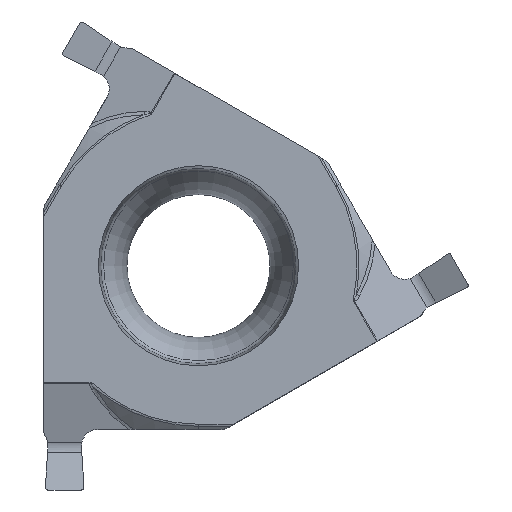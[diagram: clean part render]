
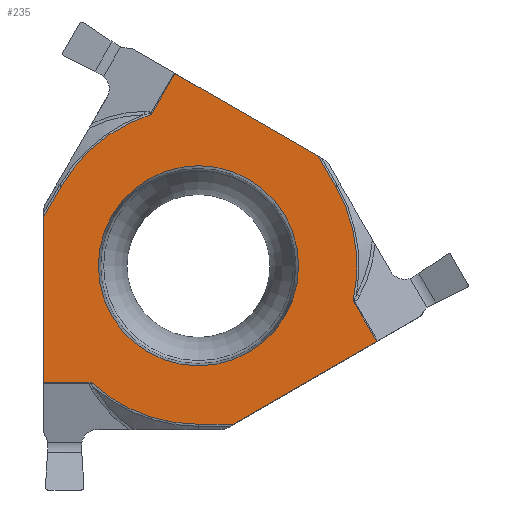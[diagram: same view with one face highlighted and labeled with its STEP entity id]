
A CAD part, top view. The second image highlights one B-rep face of the part: STEP entity #235.
In plain terms, the highlighted planar face has unit normal (0, 0, 1).
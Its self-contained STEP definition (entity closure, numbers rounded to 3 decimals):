
#61=FACE_BOUND('',#463,.T.);
#62=FACE_BOUND('',#464,.T.);
#169=CIRCLE('',#1861,3.08);
#170=CIRCLE('',#1864,4.878);
#171=CIRCLE('',#1865,4.878);
#172=CIRCLE('',#1866,4.878);
#235=ADVANCED_FACE('',(#61,#62),#302,.F.);
#302=PLANE('',#1867);
#463=EDGE_LOOP('',(#742,#743,#744,#745,#746,#747,#748,#749,#750,#751,#752,
#753));
#464=EDGE_LOOP('',(#754));
#742=ORIENTED_EDGE('',*,*,#1319,.T.);
#743=ORIENTED_EDGE('',*,*,#1346,.T.);
#744=ORIENTED_EDGE('',*,*,#1347,.T.);
#745=ORIENTED_EDGE('',*,*,#1246,.T.);
#746=ORIENTED_EDGE('',*,*,#1322,.T.);
#747=ORIENTED_EDGE('',*,*,#1348,.F.);
#748=ORIENTED_EDGE('',*,*,#1349,.F.);
#749=ORIENTED_EDGE('',*,*,#1197,.F.);
#750=ORIENTED_EDGE('',*,*,#1325,.F.);
#751=ORIENTED_EDGE('',*,*,#1350,.T.);
#752=ORIENTED_EDGE('',*,*,#1351,.T.);
#753=ORIENTED_EDGE('',*,*,#1189,.T.);
#754=ORIENTED_EDGE('',*,*,#1345,.T.);
#1026=VERTEX_POINT('',#2768);
#1027=VERTEX_POINT('',#2770);
#1034=VERTEX_POINT('',#2785);
#1035=VERTEX_POINT('',#2787);
#1071=VERTEX_POINT('',#2896);
#1072=VERTEX_POINT('',#2898);
#1121=VERTEX_POINT('',#3067);
#1123=VERTEX_POINT('',#3082);
#1125=VERTEX_POINT('',#3097);
#1138=VERTEX_POINT('',#3146);
#1139=VERTEX_POINT('',#3150);
#1140=VERTEX_POINT('',#3153);
#1141=VERTEX_POINT('',#3156);
#1189=EDGE_CURVE('',#1027,#1026,#1435,.T.);
#1197=EDGE_CURVE('',#1034,#1035,#1441,.T.);
#1246=EDGE_CURVE('',#1072,#1071,#1471,.T.);
#1319=EDGE_CURVE('',#1026,#1121,#1516,.T.);
#1322=EDGE_CURVE('',#1071,#1123,#1518,.T.);
#1325=EDGE_CURVE('',#1125,#1034,#1520,.T.);
#1345=EDGE_CURVE('',#1138,#1138,#169,.T.);
#1346=EDGE_CURVE('',#1121,#1139,#170,.T.);
#1347=EDGE_CURVE('',#1139,#1072,#1530,.T.);
#1348=EDGE_CURVE('',#1140,#1123,#171,.T.);
#1349=EDGE_CURVE('',#1035,#1140,#1531,.T.);
#1350=EDGE_CURVE('',#1125,#1141,#172,.T.);
#1351=EDGE_CURVE('',#1141,#1027,#1532,.T.);
#1435=LINE('',#2769,#1573);
#1441=LINE('',#2786,#1579);
#1471=LINE('',#2897,#1609);
#1516=LINE('',#3068,#1654);
#1518=LINE('',#3083,#1656);
#1520=LINE('',#3098,#1658);
#1530=LINE('',#3151,#1668);
#1531=LINE('',#3154,#1669);
#1532=LINE('',#3157,#1670);
#1573=VECTOR('',#1957,1.);
#1579=VECTOR('',#1969,1.);
#1609=VECTOR('',#2055,1.);
#1654=VECTOR('',#2184,1.);
#1656=VECTOR('',#2188,1.);
#1658=VECTOR('',#2192,1.);
#1668=VECTOR('',#2244,1.);
#1669=VECTOR('',#2247,1.);
#1670=VECTOR('',#2250,1.);
#1861=AXIS2_PLACEMENT_3D('',#3145,#2236,#2237);
#1864=AXIS2_PLACEMENT_3D('',#3149,#2242,#2243);
#1865=AXIS2_PLACEMENT_3D('',#3152,#2245,#2246);
#1866=AXIS2_PLACEMENT_3D('',#3155,#2248,#2249);
#1867=AXIS2_PLACEMENT_3D('',#3158,#2251,#2252);
#1957=DIRECTION('',(-0.866,0.5,0.));
#1969=DIRECTION('',(-0.866,-0.5,0.));
#2055=DIRECTION('',(0.,-1.,0.));
#2184=DIRECTION('',(-0.5,-0.866,0.));
#2188=DIRECTION('',(1.,0.,0.));
#2192=DIRECTION('',(0.5,-0.866,0.));
#2236=DIRECTION('',(0.,0.,-1.));
#2237=DIRECTION('',(-1.,0.,0.));
#2242=DIRECTION('',(0.,0.,1.));
#2243=DIRECTION('',(-0.866,0.5,0.));
#2244=DIRECTION('',(-0.5,-0.866,0.));
#2245=DIRECTION('',(0.,0.,-1.));
#2246=DIRECTION('',(0.,-1.,0.));
#2247=DIRECTION('',(-1.,0.,0.));
#2248=DIRECTION('',(0.,0.,1.));
#2249=DIRECTION('',(0.866,0.5,0.));
#2250=DIRECTION('',(-0.5,0.866,0.));
#2251=DIRECTION('',(0.,0.,-1.));
#2252=DIRECTION('',(0.866,0.5,0.));
#2768=CARTESIAN_POINT('',(-0.724,5.917,0.1));
#2769=CARTESIAN_POINT('',(2.381,4.124,0.1));
#2770=CARTESIAN_POINT('',(3.687,3.371,0.1));
#2785=CARTESIAN_POINT('',(5.487,-2.332,0.1));
#2786=CARTESIAN_POINT('',(2.381,-4.124,0.1));
#2787=CARTESIAN_POINT('',(1.076,-4.878,0.1));
#2896=CARTESIAN_POINT('',(-4.763,-3.586,0.1));
#2897=CARTESIAN_POINT('',(-4.763,0.,0.1));
#2898=CARTESIAN_POINT('',(-4.763,1.507,0.1));
#3067=CARTESIAN_POINT('',(-1.452,4.657,0.1));
#3068=CARTESIAN_POINT('',(-0.814,5.762,0.1));
#3082=CARTESIAN_POINT('',(-3.307,-3.586,0.1));
#3083=CARTESIAN_POINT('',(-4.583,-3.586,0.1));
#3097=CARTESIAN_POINT('',(4.759,-1.071,0.1));
#3098=CARTESIAN_POINT('',(5.397,-2.176,0.1));
#3145=CARTESIAN_POINT('',(0.,0.,0.1));
#3146=CARTESIAN_POINT('',(-3.08,0.,0.1));
#3149=CARTESIAN_POINT('',(0.,0.,
0.1));
#3150=CARTESIAN_POINT('',(-4.225,2.439,0.1));
#3151=CARTESIAN_POINT('',(4.525,17.594,0.1));
#3152=CARTESIAN_POINT('',(0.,0.,
0.1));
#3153=CARTESIAN_POINT('',(0.,-4.878,0.1));
#3154=CARTESIAN_POINT('',(-17.5,-4.878,0.1));
#3155=CARTESIAN_POINT('',(0.,0.,0.1));
#3156=CARTESIAN_POINT('',(4.225,2.439,0.1));
#3157=CARTESIAN_POINT('',(12.975,-12.716,0.1));
#3158=CARTESIAN_POINT('',(8.75,-15.155,0.1));
